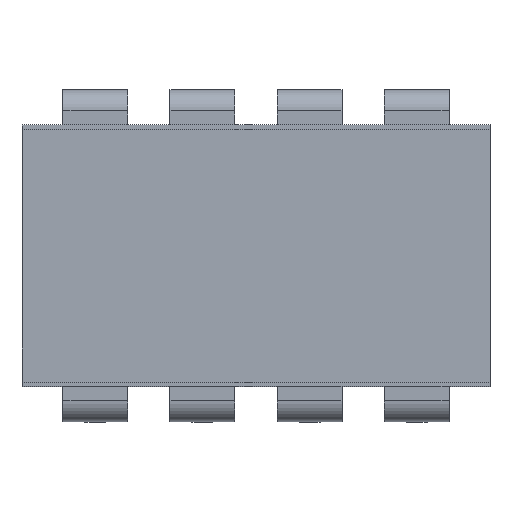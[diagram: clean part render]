
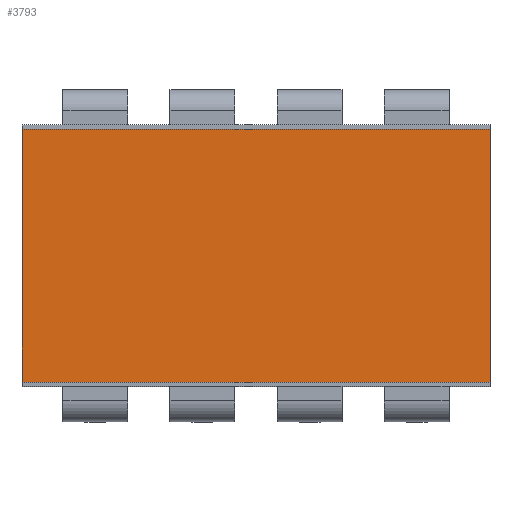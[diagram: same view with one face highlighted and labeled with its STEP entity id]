
A CAD part, top view. The second image highlights one B-rep face of the part: STEP entity #3793.
In plain terms, the highlighted planar face has unit normal (0, 0, 1).
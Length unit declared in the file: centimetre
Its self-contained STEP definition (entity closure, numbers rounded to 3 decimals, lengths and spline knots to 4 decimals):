
#259=FACE_OUTER_BOUND('',#457,.T.);
#457=EDGE_LOOP('',(#3406,#3407,#3408,#3409));
#958=LINE('',#6066,#1462);
#959=LINE('',#6068,#1463);
#960=LINE('',#6070,#1464);
#961=LINE('',#6071,#1465);
#1462=VECTOR('',#4985,1.);
#1463=VECTOR('',#4986,1.);
#1464=VECTOR('',#4987,1.);
#1465=VECTOR('',#4988,1.);
#1814=VERTEX_POINT('',#6064);
#1815=VERTEX_POINT('',#6065);
#1816=VERTEX_POINT('',#6067);
#1817=VERTEX_POINT('',#6069);
#2346=EDGE_CURVE('',#1814,#1815,#958,.T.);
#2347=EDGE_CURVE('',#1816,#1814,#959,.T.);
#2348=EDGE_CURVE('',#1817,#1816,#960,.T.);
#2349=EDGE_CURVE('',#1815,#1817,#961,.T.);
#3406=ORIENTED_EDGE('',*,*,#2346,.F.);
#3407=ORIENTED_EDGE('',*,*,#2347,.F.);
#3408=ORIENTED_EDGE('',*,*,#2348,.F.);
#3409=ORIENTED_EDGE('',*,*,#2349,.F.);
#3599=PLANE('',#4038);
#3793=ADVANCED_FACE('',(#259),#3599,.T.);
#4038=AXIS2_PLACEMENT_3D('',#6063,#4983,#4984);
#4983=DIRECTION('center_axis',(0.,0.,1.));
#4984=DIRECTION('ref_axis',(-1.,0.,0.));
#4985=DIRECTION('',(0.,1.,0.));
#4986=DIRECTION('',(-1.,0.,0.));
#4987=DIRECTION('',(0.,-1.,0.));
#4988=DIRECTION('',(1.,0.,0.));
#6063=CARTESIAN_POINT('Origin',(0.,0.,
0.295));
#6064=CARTESIAN_POINT('',(-0.555,-0.3,0.295));
#6065=CARTESIAN_POINT('',(-0.555,0.3,0.295));
#6066=CARTESIAN_POINT('',(-0.555,-0.3,0.295));
#6067=CARTESIAN_POINT('',(0.555,-0.3,0.295));
#6068=CARTESIAN_POINT('',(0.555,-0.3,0.295));
#6069=CARTESIAN_POINT('',(0.555,0.3,0.295));
#6070=CARTESIAN_POINT('',(0.555,0.3,0.295));
#6071=CARTESIAN_POINT('',(-0.555,0.3,0.295));
